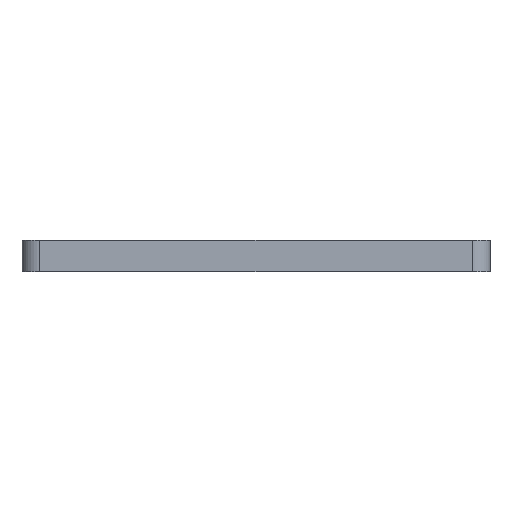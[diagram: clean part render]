
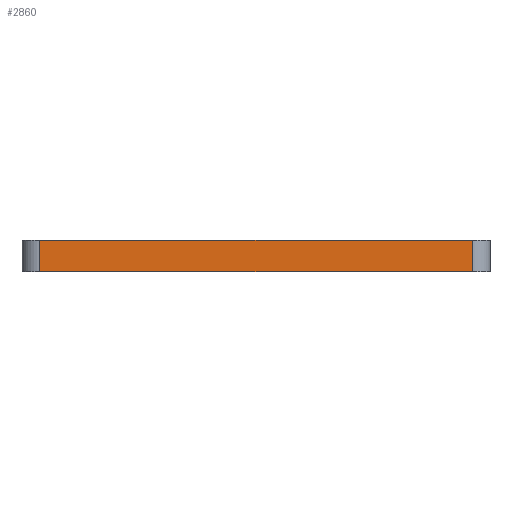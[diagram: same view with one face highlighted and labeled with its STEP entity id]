
A CAD part, left-side view. The second image highlights one B-rep face of the part: STEP entity #2860.
In plain terms, the highlighted planar face has unit normal (-1, 0, 0).
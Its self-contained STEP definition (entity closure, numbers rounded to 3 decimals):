
#365=FACE_OUTER_BOUND('',#534,.T.);
#534=EDGE_LOOP('',(#2475,#2476,#2477,#2478));
#805=LINE('',#4794,#1092);
#834=LINE('',#4937,#1121);
#835=LINE('',#4940,#1122);
#836=LINE('',#4941,#1123);
#1092=VECTOR('',#3504,10.);
#1121=VECTOR('',#3671,10.);
#1122=VECTOR('',#3674,10.);
#1123=VECTOR('',#3675,10.);
#1348=VERTEX_POINT('',#4791);
#1349=VERTEX_POINT('',#4793);
#1394=VERTEX_POINT('',#4935);
#1395=VERTEX_POINT('',#4939);
#1725=EDGE_CURVE('',#1348,#1349,#805,.T.);
#1793=EDGE_CURVE('',#1348,#1394,#834,.T.);
#1794=EDGE_CURVE('',#1395,#1394,#835,.T.);
#1795=EDGE_CURVE('',#1349,#1395,#836,.T.);
#2475=ORIENTED_EDGE('',*,*,#1793,.T.);
#2476=ORIENTED_EDGE('',*,*,#1794,.F.);
#2477=ORIENTED_EDGE('',*,*,#1795,.F.);
#2478=ORIENTED_EDGE('',*,*,#1725,.F.);
#2708=PLANE('',#3054);
#2860=ADVANCED_FACE('',(#365),#2708,.T.);
#3054=AXIS2_PLACEMENT_3D('',#4938,#3672,#3673);
#3504=DIRECTION('',(0.,1.,0.));
#3671=DIRECTION('',(0.,0.,1.));
#3672=DIRECTION('center_axis',(-1.,0.,0.));
#3673=DIRECTION('ref_axis',(0.,-1.,0.));
#3674=DIRECTION('',(0.,-1.,0.));
#3675=DIRECTION('',(0.,0.,1.));
#4791=CARTESIAN_POINT('',(-80.9,-41.378,-4.));
#4793=CARTESIAN_POINT('',(-80.9,41.378,-4.));
#4794=CARTESIAN_POINT('',(-80.9,-41.378,-4.));
#4935=CARTESIAN_POINT('',(-80.9,-41.378,2.));
#4937=CARTESIAN_POINT('',(-80.9,-41.378,0.));
#4938=CARTESIAN_POINT('Origin',(-80.9,41.378,0.));
#4939=CARTESIAN_POINT('',(-80.9,41.378,2.));
#4940=CARTESIAN_POINT('',(-80.9,41.378,2.));
#4941=CARTESIAN_POINT('',(-80.9,41.378,0.));
